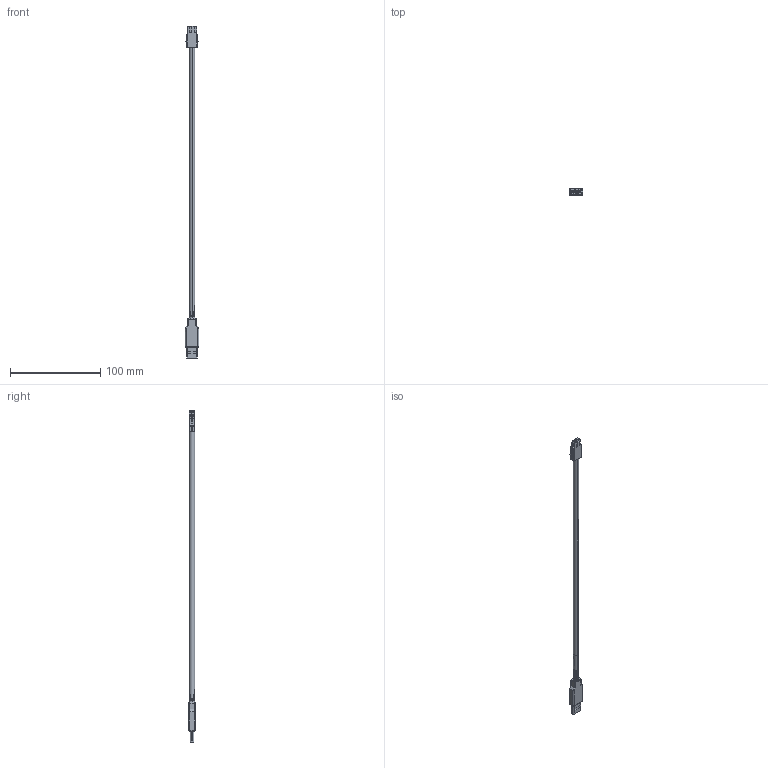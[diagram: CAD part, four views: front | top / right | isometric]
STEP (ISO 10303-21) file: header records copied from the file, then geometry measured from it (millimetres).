
FILE_DESCRIPTION (( 'STEP AP214' ), '1' );
FILE_NAME ('51421~0.STEP', '2018-09-14T10:48:20', ( '' ), ( '' ), 'SwSTEP 2.0', 'SolidWorks 2018', '' );
FILE_SCHEMA (( 'AUTOMOTIVE_DESIGN' ));
Length unit declared in the file: millimetre
Products named in the file (1): 51421~0
Bounding box: 14.99 x 7.11 x 367.44 mm (x, y, z)
Volume: 13792.3 mm3; surface area: 10123.6 mm2
Topology: 4 solids, 4 shells, 381 faces, 950 edges, 604 vertices
Faces by surface type: plane 286, cylinder 81, sphere 10, cone 2, bspline 2
Entity records: 15660 total; most frequent: CARTESIAN_POINT 2344, ORIENTED_EDGE 1880, DIRECTION 1838, EDGE_CURVE 940, LINE 674, VECTOR 674, VERTEX_POINT 604, AXIS2_PLACEMENT_3D 582
